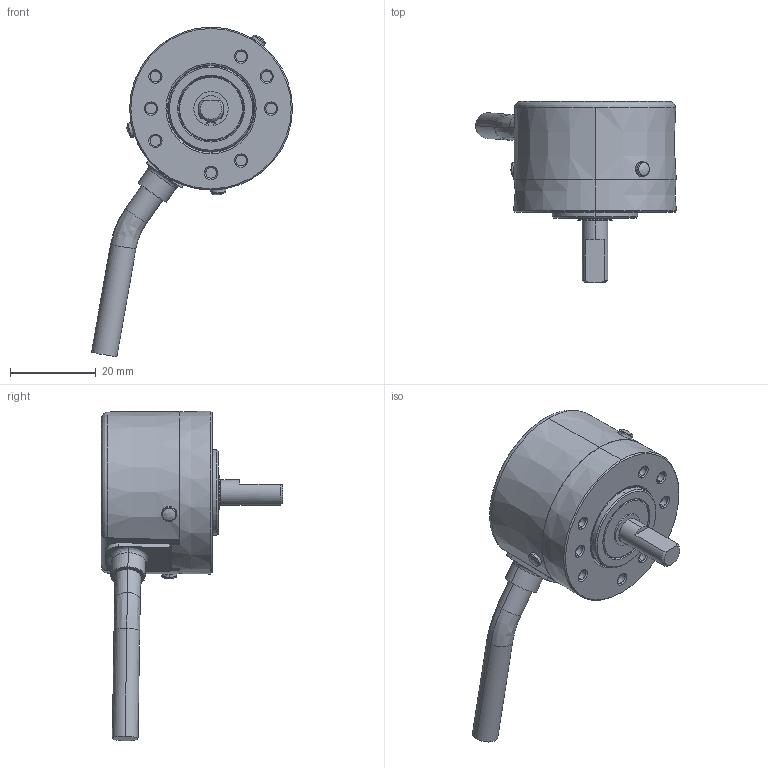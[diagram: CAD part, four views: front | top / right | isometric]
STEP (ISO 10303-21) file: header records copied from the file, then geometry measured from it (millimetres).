
FILE_DESCRIPTION (( 'STEP AP214' ), '1' );
FILE_NAME ('TRD-SR100AD.STEP', '2021-05-10T14:13:18', ( '' ), ( '' ), 'SwSTEP 2.0', 'SolidWorks 2017', '' );
FILE_SCHEMA (( 'AUTOMOTIVE_DESIGN' ));
Length unit declared in the file: inch
Products named in the file (1): TRD-SR100AD
Bounding box: 46.88 x 42.24 x 76.89 mm (x, y, z)
Volume: 31042.2 mm3; surface area: 7047.7 mm2
Topology: 1 solids, 1 shells, 235 faces, 617 edges, 395 vertices
Faces by surface type: cylinder 87, plane 71, cone 40, bspline 37
Entity records: 8703 total; most frequent: CARTESIAN_POINT 3029, ORIENTED_EDGE 1234, DIRECTION 1158, EDGE_CURVE 617, AXIS2_PLACEMENT_3D 463, VERTEX_POINT 395, CIRCLE 264, EDGE_LOOP 260
